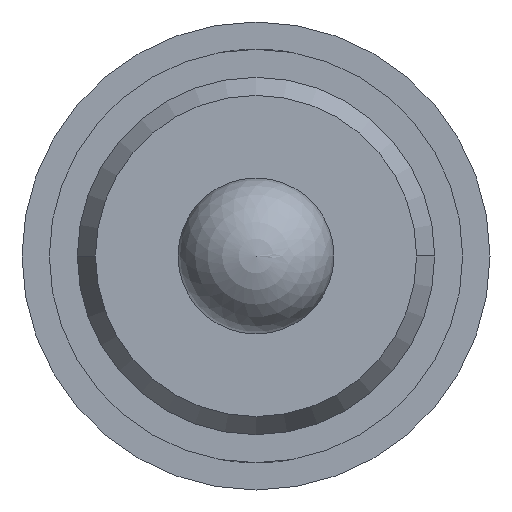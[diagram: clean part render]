
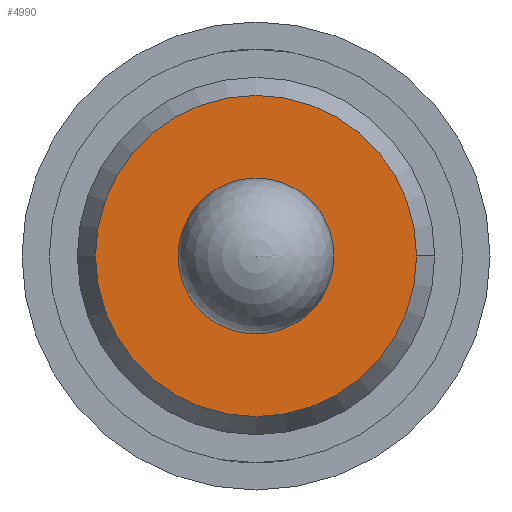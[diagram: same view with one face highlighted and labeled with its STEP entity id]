
A CAD part, front view. The second image highlights one B-rep face of the part: STEP entity #4990.
In plain terms, the highlighted planar face has unit normal (0, -1, 0).
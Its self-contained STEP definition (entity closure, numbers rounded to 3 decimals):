
#119 = DIRECTION ( 'NONE',  ( 1., 0., 0. ) ) ;
#513 = AXIS2_PLACEMENT_3D ( 'NONE', #3920, #2530, #4455 ) ;
#532 = CIRCLE ( 'NONE', #513, 1.03 ) ;
#557 = EDGE_LOOP ( 'NONE', ( #3093, #4276 ) ) ;
#992 = CIRCLE ( 'NONE', #2114, 0.5 ) ;
#1606 = AXIS2_PLACEMENT_3D ( 'NONE', #2475, #2958, #119 ) ;
#1757 = CARTESIAN_POINT ( 'NONE',  ( -1.145, -28.6, 0. ) ) ;
#1773 = CARTESIAN_POINT ( 'NONE',  ( -1.03, -28.6, 0. ) ) ;
#1982 = VERTEX_POINT ( 'NONE', #1773 ) ;
#2022 = VERTEX_POINT ( 'NONE', #3238 ) ;
#2114 = AXIS2_PLACEMENT_3D ( 'NONE', #5882, #3087, #5930 ) ;
#2200 = CIRCLE ( 'NONE', #1606, 1.03 ) ;
#2232 = FACE_BOUND ( 'NONE', #557, .T. ) ;
#2392 = EDGE_CURVE ( 'Defeature ausgef�hrt1_57+Defeature ausgef�hrt1_61+Defeature ausgef�hrt1_61+Defeature ausgef�hrt1_61', #2022, #5802, #5440, .T. ) ;
#2395 = DIRECTION ( 'NONE',  ( 0., 1., 0. ) ) ;
#2475 = CARTESIAN_POINT ( 'NONE',  ( 0., -28.6, 0. ) ) ;
#2530 = DIRECTION ( 'NONE',  ( 0., -1., 0. ) ) ;
#2582 = EDGE_CURVE ( 'Defeature ausgef�hrt1_57+Defeature ausgef�hrt1_59+Defeature ausgef�hrt1_59+Defeature ausgef�hrt1_59', #3837, #1982, #2200, .T. ) ;
#2681 = DIRECTION ( 'NONE',  ( 0., -1., 0. ) ) ;
#2782 = CARTESIAN_POINT ( 'NONE',  ( 0., -28.6, 0. ) ) ;
#2914 = EDGE_CURVE ( 'Defeature ausgef�hrt1_57+Defeature ausgef�hrt1_59+Defeature ausgef�hrt1_59+Defeature ausgef�hrt1_59', #1982, #3837, #532, .T. ) ;
#2958 = DIRECTION ( 'NONE',  ( 0., -1., 0. ) ) ;
#3013 = EDGE_CURVE ( 'Defeature ausgef�hrt1_57+Defeature ausgef�hrt1_61+Defeature ausgef�hrt1_61+Defeature ausgef�hrt1_61', #5802, #2022, #992, .T. ) ;
#3087 = DIRECTION ( 'NONE',  ( 0., 1., 0. ) ) ;
#3093 = ORIENTED_EDGE ( 'NONE', *, *, #3013, .T. ) ;
#3208 = PLANE ( 'NONE',  #5916 ) ;
#3238 = CARTESIAN_POINT ( 'NONE',  ( 0., -28.6, -0.5 ) ) ;
#3553 = EDGE_LOOP ( 'NONE', ( #4740, #3798 ) ) ;
#3798 = ORIENTED_EDGE ( 'NONE', *, *, #2582, .T. ) ;
#3837 = VERTEX_POINT ( 'NONE', #3994 ) ;
#3920 = CARTESIAN_POINT ( 'NONE',  ( 0., -28.6, 0. ) ) ;
#3994 = CARTESIAN_POINT ( 'NONE',  ( 1.03, -28.6, 0. ) ) ;
#4276 = ORIENTED_EDGE ( 'NONE', *, *, #2392, .T. ) ;
#4455 = DIRECTION ( 'NONE',  ( 1., 0., 0. ) ) ;
#4599 = CARTESIAN_POINT ( 'NONE',  ( 0., -28.6, 0.5 ) ) ;
#4740 = ORIENTED_EDGE ( 'NONE', *, *, #2914, .T. ) ;
#4990 = ADVANCED_FACE ( 'Defeature ausgef�hrt1_57', ( #2232, #5270 ), #3208, .T. ) ;
#5140 = DIRECTION ( 'NONE',  ( 0., 0., -1. ) ) ;
#5270 = FACE_OUTER_BOUND ( 'NONE', #3553, .T. ) ;
#5440 = CIRCLE ( 'NONE', #6140, 0.5 ) ;
#5802 = VERTEX_POINT ( 'NONE', #4599 ) ;
#5882 = CARTESIAN_POINT ( 'NONE',  ( 0., -28.6, 0. ) ) ;
#5916 = AXIS2_PLACEMENT_3D ( 'NONE', #1757, #2681, #5992 ) ;
#5930 = DIRECTION ( 'NONE',  ( 0., 0., -1. ) ) ;
#5992 = DIRECTION ( 'NONE',  ( 1., 0., 0. ) ) ;
#6140 = AXIS2_PLACEMENT_3D ( 'NONE', #2782, #2395, #5140 ) ;
